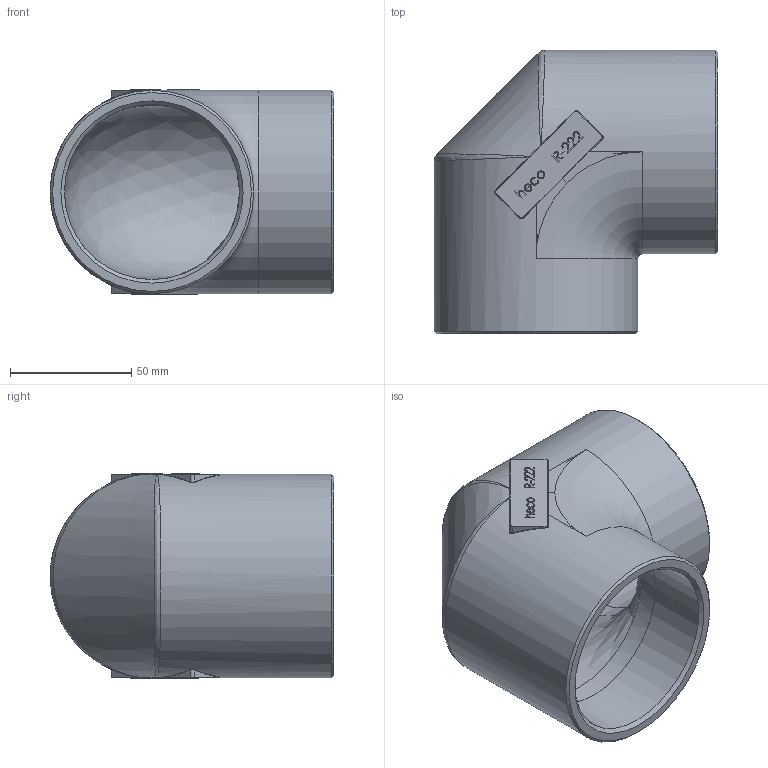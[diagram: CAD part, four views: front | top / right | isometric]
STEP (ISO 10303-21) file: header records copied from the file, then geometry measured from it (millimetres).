
FILE_DESCRIPTION (( 'STEP AP214' ), '1' );
FILE_NAME ('WI-212-040-G R-222 Winkel 2011.STEP', '2020-11-23T12:18:15', ( '' ), ( '' ), 'SwSTEP 2.0', 'SolidWorks 2019', '' );
FILE_SCHEMA (( 'AUTOMOTIVE_DESIGN' ));
Length unit declared in the file: millimetre
Products named in the file (1): WI-212-040-G R-222 Winkel 2011
Bounding box: 117 x 117 x 84.17 mm (x, y, z)
Volume: 235931.7 mm3; surface area: 69220.2 mm2
Topology: 1 solids, 1 shells, 355 faces, 906 edges, 578 vertices
Faces by surface type: bspline 165, plane 151, cylinder 26, torus 9, cone 4
Full cylindrical faces by diameter (mm): 72.206 x2, 72.226 x2, 84 x2
Entity records: 21213 total; most frequent: CARTESIAN_POINT 11315, ORIENTED_EDGE 1774, DIRECTION 1057, EDGE_CURVE 887, VERTEX_POINT 576, VECTOR 457, LINE 457, EDGE_LOOP 395
